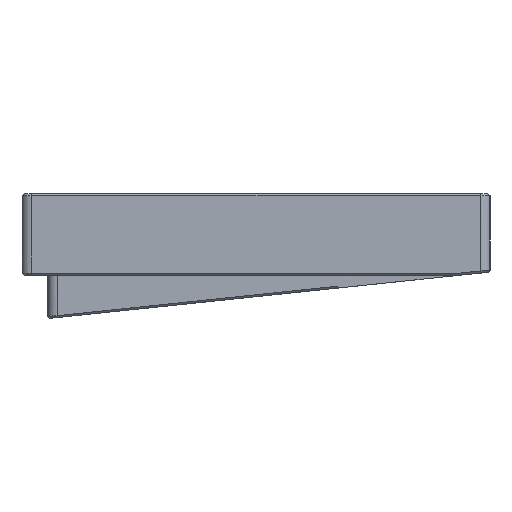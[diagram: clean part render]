
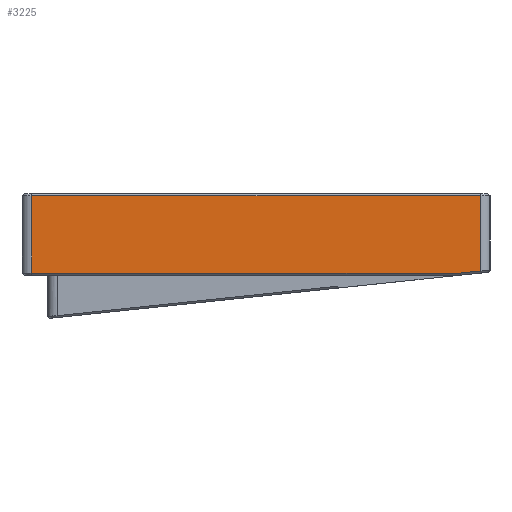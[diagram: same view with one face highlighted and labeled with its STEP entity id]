
A CAD part, left-side view. The second image highlights one B-rep face of the part: STEP entity #3225.
In plain terms, the highlighted planar face has unit normal (-1, 0, 0).
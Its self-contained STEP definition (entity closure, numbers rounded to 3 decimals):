
#232=LINE('',#5383,#543);
#233=LINE('',#5385,#544);
#234=LINE('',#5387,#545);
#235=LINE('',#5389,#546);
#236=LINE('',#5390,#547);
#543=VECTOR('',#4160,1000.);
#544=VECTOR('',#4161,1000.);
#545=VECTOR('',#4162,1000.);
#546=VECTOR('',#4163,1000.);
#547=VECTOR('',#4164,1000.);
#818=FACE_OUTER_BOUND('',#1023,.T.);
#1023=EDGE_LOOP('',(#2457,#2458,#2459,#2460,#2461));
#1538=VERTEX_POINT('',#5381);
#1539=VERTEX_POINT('',#5382);
#1540=VERTEX_POINT('',#5384);
#1541=VERTEX_POINT('',#5386);
#1542=VERTEX_POINT('',#5388);
#1886=EDGE_CURVE('',#1538,#1539,#232,.T.);
#1887=EDGE_CURVE('',#1539,#1540,#233,.T.);
#1888=EDGE_CURVE('',#1540,#1541,#234,.T.);
#1889=EDGE_CURVE('',#1541,#1542,#235,.T.);
#1890=EDGE_CURVE('',#1542,#1538,#236,.F.);
#2457=ORIENTED_EDGE('',*,*,#1886,.T.);
#2458=ORIENTED_EDGE('',*,*,#1887,.T.);
#2459=ORIENTED_EDGE('',*,*,#1888,.T.);
#2460=ORIENTED_EDGE('',*,*,#1889,.T.);
#2461=ORIENTED_EDGE('',*,*,#1890,.T.);
#3117=PLANE('',#3517);
#3225=ADVANCED_FACE('',(#818),#3117,.T.);
#3517=AXIS2_PLACEMENT_3D('',#5380,#4158,#4159);
#4158=DIRECTION('center_axis',(-1.,0.,0.));
#4159=DIRECTION('ref_axis',(0.,0.,1.));
#4160=DIRECTION('',(0.,-1.,0.));
#4161=DIRECTION('',(0.,-0.995,0.105));
#4162=DIRECTION('',(0.,0.,1.));
#4163=DIRECTION('',(0.,1.,0.));
#4164=DIRECTION('',(0.,0.,1.));
#5380=CARTESIAN_POINT('Origin',(-157.375,0.,-0.002));
#5381=CARTESIAN_POINT('',(-157.375,52.85,11.347));
#5382=CARTESIAN_POINT('',(-157.375,-48.074,11.347));
#5383=CARTESIAN_POINT('',(-157.375,0.,11.347));
#5384=CARTESIAN_POINT('',(-157.375,-52.85,11.849));
#5385=CARTESIAN_POINT('',(-157.375,0.655,6.225));
#5386=CARTESIAN_POINT('',(-157.375,-52.85,29.547));
#5387=CARTESIAN_POINT('',(-157.375,-52.85,30.047));
#5388=CARTESIAN_POINT('',(-157.375,52.85,29.547));
#5389=CARTESIAN_POINT('',(-157.375,52.85,29.547));
#5390=CARTESIAN_POINT('',(-157.375,52.85,-0.002));
